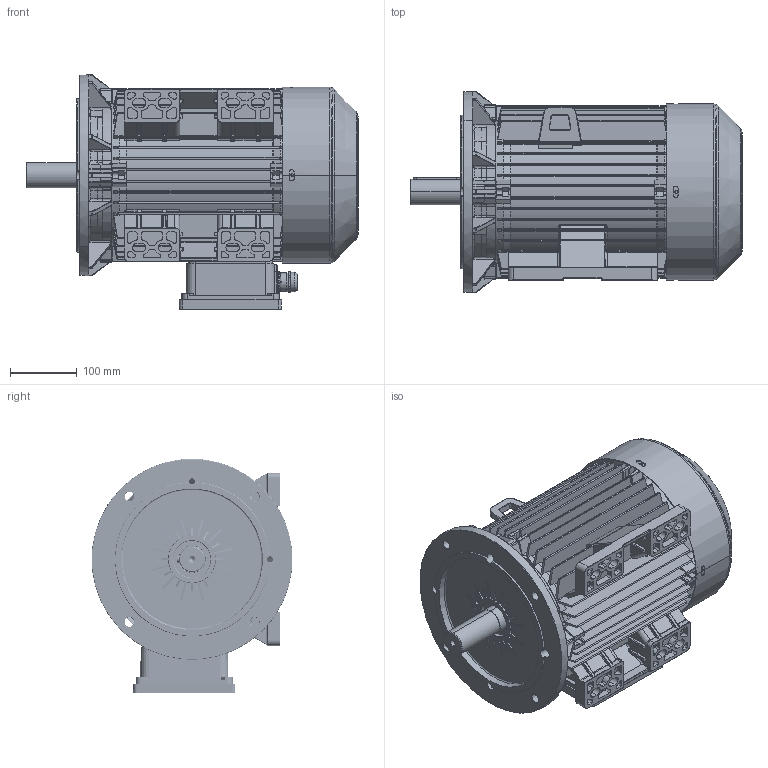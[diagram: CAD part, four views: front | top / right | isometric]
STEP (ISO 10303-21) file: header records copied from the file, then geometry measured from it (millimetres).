
FILE_DESCRIPTION (( 'STEP AP214' ), '1' );
FILE_NAME ('FCAP 132SM-B3 B5-IC411-2-4-6-8 POLES-TB LEFT.STEP', '2024-09-24T12:57:55', ( '' ), ( '' ), 'SwSTEP 2.0', 'SolidWorks 2024', '' );
FILE_SCHEMA (( 'AUTOMOTIVE_DESIGN' ));
Length unit declared in the file: millimetre
Products named in the file (15): Scatola morsetti 132; Albero 132M serie autoventilato; Guarnizione scatola-motore 132; parallel_din_Parallel key A10 x 8 x 70 DIN 6885; PRESSACAVO M25; Flangia FC132_Cuscinetto_6208; Scudo C132 anteriore; Copriventola 132M H.113; Scudo C-FC132 posteriore alto; Tappo M25; Carcassa 132SM-B3-laterale; Coperchio scatola morsetti 132; Guarnizione scatola-coperchio 132; Gruppo Coprimorsettiera 132; FCAP 132SM-B3 B5-IC411-2-4-6-8 POLES-TB LEFT
Assembly tree (14 placements, depth 3):
  FCAP 132SM-B3 B5-IC411-2-4-6-8 POLES-TB LEFT
    Albero 132M serie autoventilato
    Scudo C132 anteriore
    Flangia FC132_Cuscinetto_6208
    parallel_din_Parallel key A10 x 8 x 70 DIN 6885
    Scudo C-FC132 posteriore alto
    Copriventola 132M H.113
    Carcassa 132SM-B3-laterale
    Gruppo Coprimorsettiera 132
      Scatola morsetti 132
      Coperchio scatola morsetti 132
      Guarnizione scatola-motore 132
      PRESSACAVO M25
      Tappo M25
      Guarnizione scatola-coperchio 132
Bounding box: 496 x 300 x 350 mm (x, y, z)
Volume: 5304739.8 mm3; surface area: 2015598 mm2
Topology: 13 solids, 17 shells, 5841 faces, 15629 edges, 9868 vertices
Faces by surface type: plane 2287, cylinder 1562, cone 759, torus 757, bspline 330, sphere 146
Entity records: 202555 total; most frequent: CARTESIAN_POINT 59224, ORIENTED_EDGE 31130, DIRECTION 28864, EDGE_CURVE 15565, AXIS2_PLACEMENT_3D 10702, VERTEX_POINT 9850, LINE 7460, VECTOR 7460
